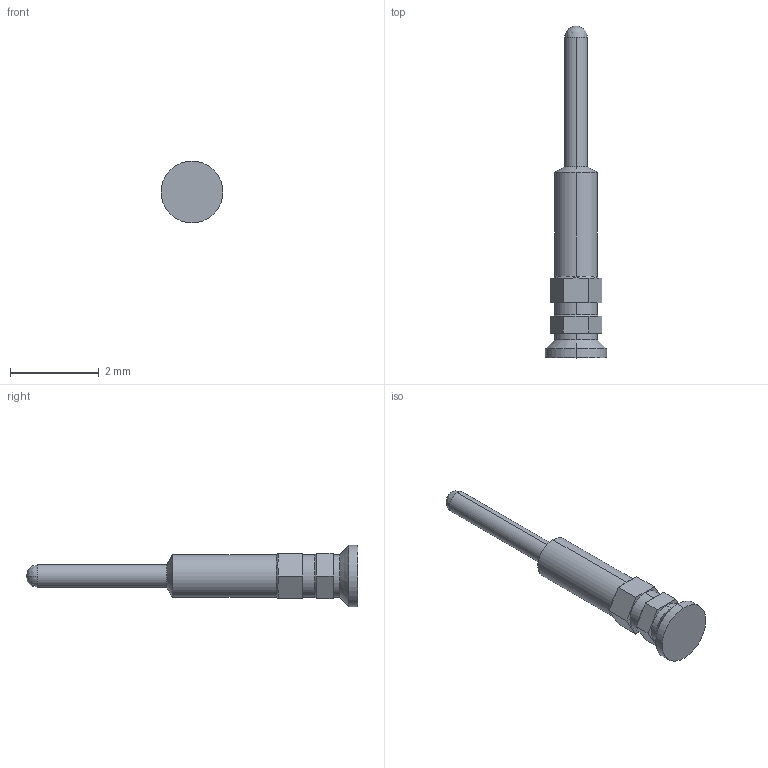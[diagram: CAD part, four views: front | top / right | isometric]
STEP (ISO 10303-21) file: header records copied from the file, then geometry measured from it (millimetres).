
FILE_DESCRIPTION (( 'STEP AP214' ), '1' );
FILE_NAME ('1997-2.STEP', '2007-12-18T21:08:29', ( 'Richard Maletta' ), ( '' ), 'SwSTEP 2.0', 'SolidWorks 2007', '' );
FILE_SCHEMA (( 'AUTOMOTIVE_DESIGN' ));
Length unit declared in the file: inch
Products named in the file (1): 1997-2
Bounding box: 1.4 x 7.49 x 1.4 mm (x, y, z)
Volume: 4.1 mm3; surface area: 21.7 mm2
Topology: 1 solids, 1 shells, 48 faces, 121 edges, 73 vertices
Faces by surface type: plane 27, cylinder 10, cone 9, bspline 2
Entity records: 2084 total; most frequent: CARTESIAN_POINT 290, DIRECTION 247, ORIENTED_EDGE 234, EDGE_CURVE 117, AXIS2_PLACEMENT_3D 90, VERTEX_POINT 73, LINE 67, VECTOR 67
